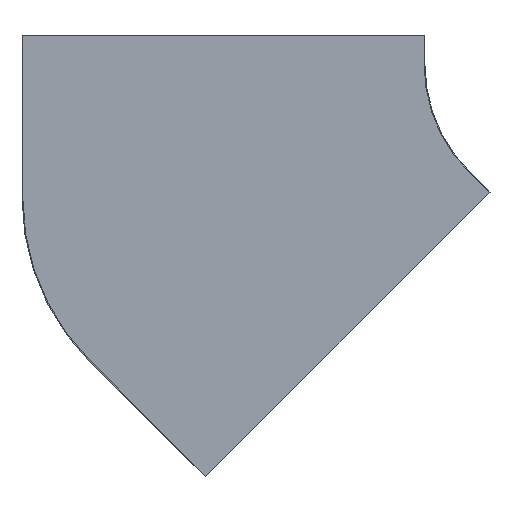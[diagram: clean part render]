
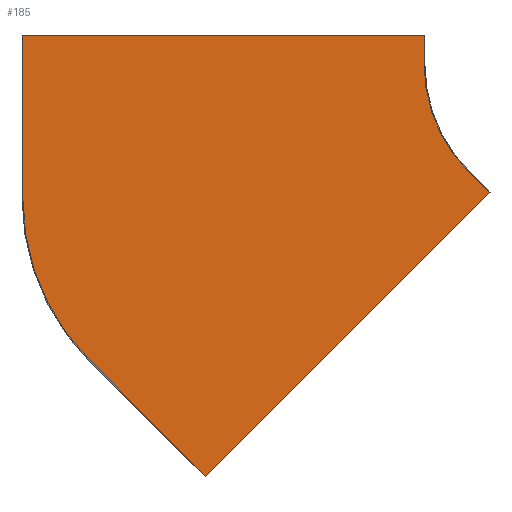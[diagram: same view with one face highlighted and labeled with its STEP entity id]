
A CAD part, front view. The second image highlights one B-rep face of the part: STEP entity #185.
In plain terms, the highlighted planar face has unit normal (0, -1, 0).
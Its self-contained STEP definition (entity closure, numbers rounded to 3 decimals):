
#25 = DIRECTION ( 'NONE',  ( 0., 0., 1. ) ) ;
#52 = DIRECTION ( 'NONE',  ( 0., 0., -1. ) ) ;
#53 = CARTESIAN_POINT ( 'NONE',  ( 200.2, 0., -162.963 ) ) ;
#63 = CARTESIAN_POINT ( 'NONE',  ( 29., 0., -162.963 ) ) ;
#70 = DIRECTION ( 'NONE',  ( 0., 0., 1. ) ) ;
#73 = DIRECTION ( 'NONE',  ( 0., 1., 0. ) ) ;
#79 = PLANE ( 'NONE',  #231 ) ;
#85 = CARTESIAN_POINT ( 'NONE',  ( -200.2, 0., -162.963 ) ) ;
#166 = ORIENTED_EDGE ( 'NONE', *, *, #273, .F. ) ;
#185 = ADVANCED_FACE ( 'NONE', ( #574 ), #79, .F. ) ;
#214 = AXIS2_PLACEMENT_3D ( 'NONE', #392, #391, #389 ) ;
#215 = AXIS2_PLACEMENT_3D ( 'NONE', #423, #387, #381 ) ;
#231 = AXIS2_PLACEMENT_3D ( 'NONE', #63, #73, #25 ) ;
#237 = EDGE_CURVE ( 'NONE', #477, #471, #592, .T. ) ;
#238 = EDGE_CURVE ( 'NONE', #486, #492, #590, .T. ) ;
#264 = EDGE_CURVE ( 'NONE', #487, #486, #637, .T. ) ;
#269 = EDGE_CURVE ( 'NONE', #485, #493, #302, .T. ) ;
#273 = EDGE_CURVE ( 'NONE', #471, #485, #312, .T. ) ;
#276 = EDGE_CURVE ( 'NONE', #493, #468, #315, .T. ) ;
#277 = EDGE_CURVE ( 'NONE', #468, #487, #317, .T. ) ;
#279 = EDGE_CURVE ( 'NONE', #492, #477, #321, .T. ) ;
#302 = LINE ( 'NONE', #420, #305 ) ;
#305 = VECTOR ( 'NONE', #406, 1000. ) ;
#312 = CIRCLE ( 'NONE', #214, 149.8 ) ;
#315 = LINE ( 'NONE', #384, #318 ) ;
#317 = LINE ( 'NONE', #382, #320 ) ;
#318 = VECTOR ( 'NONE', #383, 1000. ) ;
#320 = VECTOR ( 'NONE', #378, 1000. ) ;
#321 = LINE ( 'NONE', #374, #324 ) ;
#324 = VECTOR ( 'NONE', #373, 1000. ) ;
#373 = DIRECTION ( 'NONE',  ( 1., 0., 0. ) ) ;
#374 = CARTESIAN_POINT ( 'NONE',  ( -201., 0., 0. ) ) ;
#378 = DIRECTION ( 'NONE',  ( -0.707, 0., 0.707 ) ) ;
#379 = CARTESIAN_POINT ( 'NONE',  ( 200.2, 0., -30. ) ) ;
#381 = DIRECTION ( 'NONE',  ( 0., 0., 1. ) ) ;
#382 = CARTESIAN_POINT ( 'NONE',  ( -133.069, 0., -325.031 ) ) ;
#383 = DIRECTION ( 'NONE',  ( -0.707, 0., -0.707 ) ) ;
#384 = CARTESIAN_POINT ( 'NONE',  ( -18.403, 0., -440.829 ) ) ;
#387 = DIRECTION ( 'NONE',  ( 0., 1., 0. ) ) ;
#389 = DIRECTION ( 'NONE',  ( 0., 0., 1. ) ) ;
#391 = DIRECTION ( 'NONE',  ( 0., -1., 0. ) ) ;
#392 = CARTESIAN_POINT ( 'NONE',  ( 350., 0., -30. ) ) ;
#406 = DIRECTION ( 'NONE',  ( 0.707, 0., -0.707 ) ) ;
#420 = CARTESIAN_POINT ( 'NONE',  ( 150.057, 0., -41.906 ) ) ;
#423 = CARTESIAN_POINT ( 'NONE',  ( 29., 0., -162.963 ) ) ;
#454 = EDGE_LOOP ( 'NONE', ( #458, #462, #463, #461, #459, #457, #460, #166 ) ) ;
#457 = ORIENTED_EDGE ( 'NONE', *, *, #276, .F. ) ;
#458 = ORIENTED_EDGE ( 'NONE', *, *, #237, .F. ) ;
#459 = ORIENTED_EDGE ( 'NONE', *, *, #277, .F. ) ;
#460 = ORIENTED_EDGE ( 'NONE', *, *, #269, .F. ) ;
#461 = ORIENTED_EDGE ( 'NONE', *, *, #264, .F. ) ;
#462 = ORIENTED_EDGE ( 'NONE', *, *, #279, .F. ) ;
#463 = ORIENTED_EDGE ( 'NONE', *, *, #238, .F. ) ;
#468 = VERTEX_POINT ( 'NONE', #520 ) ;
#471 = VERTEX_POINT ( 'NONE', #379 ) ;
#477 = VERTEX_POINT ( 'NONE', #545 ) ;
#485 = VERTEX_POINT ( 'NONE', #546 ) ;
#486 = VERTEX_POINT ( 'NONE', #537 ) ;
#487 = VERTEX_POINT ( 'NONE', #536 ) ;
#492 = VERTEX_POINT ( 'NONE', #531 ) ;
#493 = VERTEX_POINT ( 'NONE', #530 ) ;
#520 = CARTESIAN_POINT ( 'NONE',  ( -17.837, 0., -440.263 ) ) ;
#530 = CARTESIAN_POINT ( 'NONE',  ( 265.289, 0., -157.138 ) ) ;
#531 = CARTESIAN_POINT ( 'NONE',  ( -200.2, 0., 0. ) ) ;
#536 = CARTESIAN_POINT ( 'NONE',  ( -133.069, 0., -325.031 ) ) ;
#537 = CARTESIAN_POINT ( 'NONE',  ( -200.2, 0., -162.963 ) ) ;
#545 = CARTESIAN_POINT ( 'NONE',  ( 200.2, 0., 0. ) ) ;
#546 = CARTESIAN_POINT ( 'NONE',  ( 244.075, 0., -135.925 ) ) ;
#574 = FACE_OUTER_BOUND ( 'NONE', #454, .T. ) ;
#590 = LINE ( 'NONE', #85, #594 ) ;
#591 = VECTOR ( 'NONE', #52, 1000. ) ;
#592 = LINE ( 'NONE', #53, #591 ) ;
#594 = VECTOR ( 'NONE', #70, 1000. ) ;
#637 = CIRCLE ( 'NONE', #215, 229.2 ) ;
